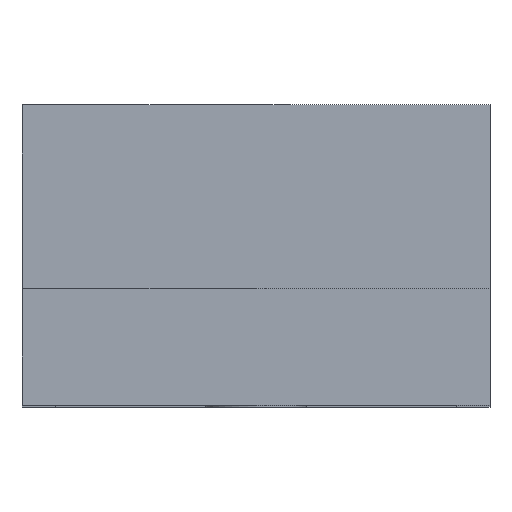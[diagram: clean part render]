
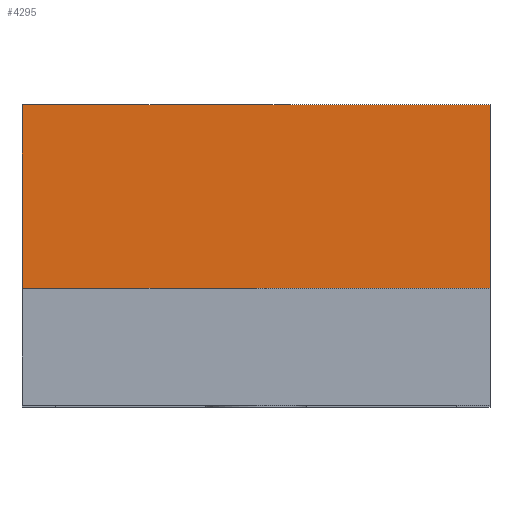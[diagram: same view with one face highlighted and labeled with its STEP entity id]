
A CAD part, top view. The second image highlights one B-rep face of the part: STEP entity #4295.
In plain terms, the highlighted planar face has unit normal (0, 0, 1).
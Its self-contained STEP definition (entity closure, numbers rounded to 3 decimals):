
#4 = EDGE_CURVE ( 'NONE', #628, #4385, #4017, .T. ) ;
#88 = ORIENTED_EDGE ( 'NONE', *, *, #4, .T. ) ;
#308 = DIRECTION ( 'NONE',  ( -1., 0., 0. ) ) ;
#404 = EDGE_CURVE ( 'NONE', #2927, #4385, #2966, .T. ) ;
#628 = VERTEX_POINT ( 'NONE', #2806 ) ;
#675 = ORIENTED_EDGE ( 'NONE', *, *, #3467, .T. ) ;
#947 = VECTOR ( 'NONE', #4376, 1000. ) ;
#1209 = LINE ( 'NONE', #1565, #3367 ) ;
#1540 = DIRECTION ( 'NONE',  ( 0., -1., 0. ) ) ;
#1565 = CARTESIAN_POINT ( 'NONE',  ( 28., 36., 47.5 ) ) ;
#1983 = CARTESIAN_POINT ( 'NONE',  ( 28., 36., 47.5 ) ) ;
#1992 = VECTOR ( 'NONE', #308, 1000. ) ;
#2004 = CARTESIAN_POINT ( 'NONE',  ( -28., 36., 47.5 ) ) ;
#2135 = ORIENTED_EDGE ( 'NONE', *, *, #404, .F. ) ;
#2178 = EDGE_LOOP ( 'NONE', ( #88, #2135, #2969, #675 ) ) ;
#2543 = VECTOR ( 'NONE', #3691, 1000. ) ;
#2697 = DIRECTION ( 'NONE',  ( 0., 0., -1. ) ) ;
#2720 = CARTESIAN_POINT ( 'NONE',  ( 28., 36., 47.5 ) ) ;
#2806 = CARTESIAN_POINT ( 'NONE',  ( -28., 36., 47.5 ) ) ;
#2927 = VERTEX_POINT ( 'NONE', #3874 ) ;
#2966 = LINE ( 'NONE', #4346, #2543 ) ;
#2969 = ORIENTED_EDGE ( 'NONE', *, *, #3662, .F. ) ;
#3304 = AXIS2_PLACEMENT_3D ( 'NONE', #2720, #2697, #3744 ) ;
#3310 = FACE_OUTER_BOUND ( 'NONE', #2178, .T. ) ;
#3367 = VECTOR ( 'NONE', #1540, 1000. ) ;
#3467 = EDGE_CURVE ( 'NONE', #3597, #628, #3770, .T. ) ;
#3597 = VERTEX_POINT ( 'NONE', #3837 ) ;
#3662 = EDGE_CURVE ( 'NONE', #3597, #2927, #1209, .T. ) ;
#3691 = DIRECTION ( 'NONE',  ( -1., 0., 0. ) ) ;
#3744 = DIRECTION ( 'NONE',  ( -1., 0., 0. ) ) ;
#3770 = LINE ( 'NONE', #1983, #1992 ) ;
#3837 = CARTESIAN_POINT ( 'NONE',  ( 28., 36., 47.5 ) ) ;
#3874 = CARTESIAN_POINT ( 'NONE',  ( 28., 14., 47.5 ) ) ;
#4017 = LINE ( 'NONE', #2004, #947 ) ;
#4147 = CARTESIAN_POINT ( 'NONE',  ( -28., 14., 47.5 ) ) ;
#4295 = ADVANCED_FACE ( 'NONE', ( #3310 ), #4349, .F. ) ;
#4346 = CARTESIAN_POINT ( 'NONE',  ( 28., 14., 47.5 ) ) ;
#4349 = PLANE ( 'NONE',  #3304 ) ;
#4376 = DIRECTION ( 'NONE',  ( 0., -1., 0. ) ) ;
#4385 = VERTEX_POINT ( 'NONE', #4147 ) ;
